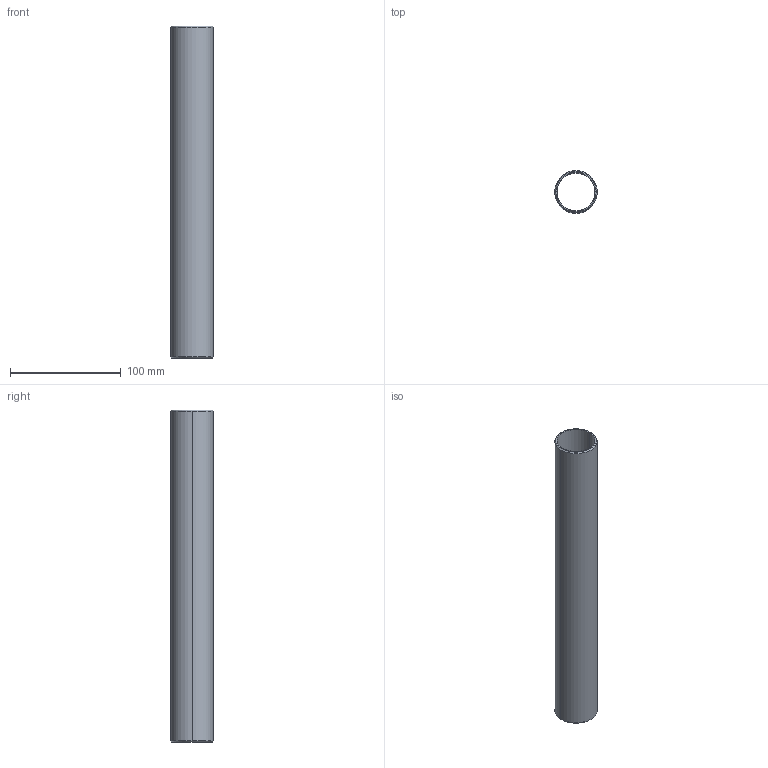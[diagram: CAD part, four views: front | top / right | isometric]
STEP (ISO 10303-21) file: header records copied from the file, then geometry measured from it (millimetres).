
FILE_DESCRIPTION (( 'STEP AP203' ), '1' );
FILE_NAME ('50104-240-300.step', '2019-07-10T10:00:43', ( '' ), ( '' ), 'SwSTEP 2.0', 'SolidWorks 2015', '' );
FILE_SCHEMA (( 'CONFIG_CONTROL_DESIGN' ));
Length unit declared in the file: millimetre
Products named in the file (1): 50104-240-300
Bounding box: 38.4 x 38.4 x 300 mm (x, y, z)
Volume: 68493.1 mm3; surface area: 68937.5 mm2
Topology: 1 solids, 1 shells, 287 faces, 785 edges, 512 vertices
Faces by surface type: bspline 121, plane 111, cylinder 51, cone 4
Entity records: 14432 total; most frequent: CARTESIAN_POINT 7966, ORIENTED_EDGE 1570, DIRECTION 927, EDGE_CURVE 785, VERTEX_POINT 512, VECTOR 373, LINE 373, EDGE_LOOP 301
